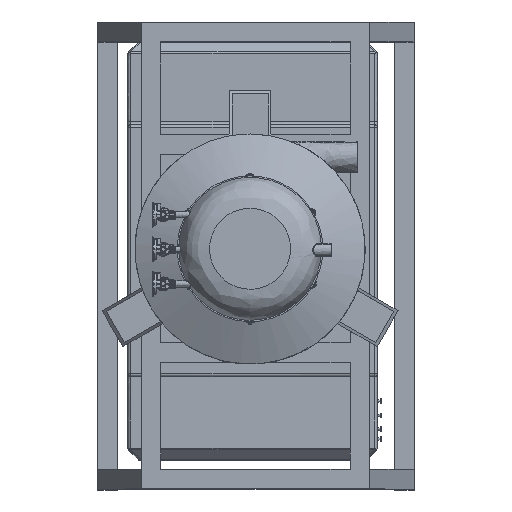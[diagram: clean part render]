
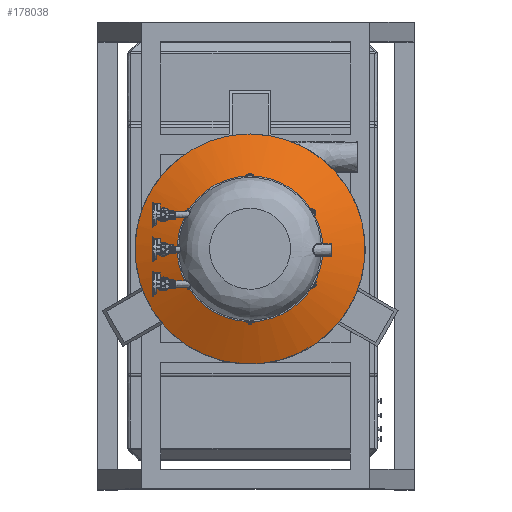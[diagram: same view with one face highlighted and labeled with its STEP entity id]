
A CAD part, top view. The second image highlights one B-rep face of the part: STEP entity #178038.
In plain terms, the highlighted free-form (B-spline) face has degree [2, 1] with [9, 2] control points.
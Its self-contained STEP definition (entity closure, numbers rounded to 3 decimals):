
#52950 = VERTEX_POINT('',#52951);
#52951 = CARTESIAN_POINT('',(10.449,10502.256,
    2336.075));
#52956 = EDGE_CURVE('',#52950,#52950,#52957,.T.);
#52957 = ( BOUNDED_CURVE() B_SPLINE_CURVE(2,(#52958,#52959,#52960,#52961
    ,#52962,#52963,#52964),.UNSPECIFIED.,.T.,.F.) 
B_SPLINE_CURVE_WITH_KNOTS((1,2,2,2,2,1),(-2.094,0.,
    2.094,4.189,6.283,8.378),
.UNSPECIFIED.) CURVE() GEOMETRIC_REPRESENTATION_ITEM() 
RATIONAL_B_SPLINE_CURVE((1.,0.5,1.,0.5,1.,0.5,1.)) REPRESENTATION_ITEM(
  '') );
#52958 = CARTESIAN_POINT('',(10.449,10502.256,
    2336.075));
#52959 = CARTESIAN_POINT('',(629.566,10502.256,
    2336.075));
#52960 = CARTESIAN_POINT('',(320.007,9966.084,
    2336.075));
#52961 = CARTESIAN_POINT('',(10.449,9429.912,
    2336.075));
#52962 = CARTESIAN_POINT('',(-299.11,9966.084,
    2336.075));
#52963 = CARTESIAN_POINT('',(-608.669,10502.256,
    2336.075));
#52964 = CARTESIAN_POINT('',(10.449,10502.256,
    2336.075));
#178003 = VERTEX_POINT('',#178004);
#178004 = CARTESIAN_POINT('',(10.449,10366.856,
    2394.263));
#178009 = EDGE_CURVE('',#178003,#178003,#178010,.T.);
#178010 = ( BOUNDED_CURVE() B_SPLINE_CURVE(2,(#178011,#178012,#178013,
    #178014,#178015,#178016,#178017),.UNSPECIFIED.,.T.,.F.) 
B_SPLINE_CURVE_WITH_KNOTS((1,2,2,2,2,1),(-2.094,0.,
    2.094,4.189,6.283,8.378),
.UNSPECIFIED.) CURVE() GEOMETRIC_REPRESENTATION_ITEM() 
RATIONAL_B_SPLINE_CURVE((1.,0.5,1.,0.5,1.,0.5,1.)) REPRESENTATION_ITEM(
  '') );
#178011 = CARTESIAN_POINT('',(10.449,10366.856,
    2394.263));
#178012 = CARTESIAN_POINT('',(395.048,10366.856,
    2394.263));
#178013 = CARTESIAN_POINT('',(202.748,10033.784,
    2394.263));
#178014 = CARTESIAN_POINT('',(10.449,9700.711,
    2394.263));
#178015 = CARTESIAN_POINT('',(-181.851,10033.784,
    2394.263));
#178016 = CARTESIAN_POINT('',(-374.151,10366.856,
    2394.263));
#178017 = CARTESIAN_POINT('',(10.449,10366.856,
    2394.263));
#178038 = ADVANCED_FACE('',(#178039),#178049,.T.);
#178039 = FACE_BOUND('',#178040,.T.);
#178040 = EDGE_LOOP('',(#178041,#178042,#178047,#178048));
#178041 = ORIENTED_EDGE('',*,*,#52956,.F.);
#178042 = ORIENTED_EDGE('',*,*,#178043,.T.);
#178043 = EDGE_CURVE('',#52950,#178003,#178044,.T.);
#178044 = B_SPLINE_CURVE_WITH_KNOTS('',1,(#178045,#178046),
  .UNSPECIFIED.,.F.,.F.,(2,2),(-59.939,59.939),
  .PIECEWISE_BEZIER_KNOTS.);
#178045 = CARTESIAN_POINT('',(10.449,10502.256,
    2336.075));
#178046 = CARTESIAN_POINT('',(10.449,10366.856,
    2394.263));
#178047 = ORIENTED_EDGE('',*,*,#178009,.T.);
#178048 = ORIENTED_EDGE('',*,*,#178043,.F.);
#178049 = ( BOUNDED_SURFACE() B_SPLINE_SURFACE(2,1,(
    (#178050,#178051)
    ,(#178052,#178053)
    ,(#178054,#178055)
    ,(#178056,#178057)
    ,(#178058,#178059)
    ,(#178060,#178061)
    ,(#178062,#178063)
    ,(#178064,#178065)
    ,(#178066,#178067
)),.UNSPECIFIED.,.T.,.F.,.F.) B_SPLINE_SURFACE_WITH_KNOTS((3,2,2,2,3),(2
    ,2),(-3.142,-2.094,0.,2.094,3.142)
  ,(-59.939,59.939),.UNSPECIFIED.) 
GEOMETRIC_REPRESENTATION_ITEM() RATIONAL_B_SPLINE_SURFACE((
    (0.75,0.75)
    ,(0.75,0.75)
    ,(1.,1.)
    ,(0.5,0.5)
    ,(1.,1.)
    ,(0.5,0.5)
    ,(1.,1.)
    ,(0.75,0.75)
,(0.75,0.75))) REPRESENTATION_ITEM('') SURFACE() );
#178050 = CARTESIAN_POINT('',(10.449,10366.856,
    2394.263));
#178051 = CARTESIAN_POINT('',(10.449,10502.256,
    2336.075));
#178052 = CARTESIAN_POINT('',(138.648,10366.856,
    2394.263));
#178053 = CARTESIAN_POINT('',(216.821,10502.256,
    2336.075));
#178054 = CARTESIAN_POINT('',(202.748,10255.832,
    2394.263));
#178055 = CARTESIAN_POINT('',(320.007,10323.532,
    2336.075));
#178056 = CARTESIAN_POINT('',(395.048,9922.759,
    2394.263));
#178057 = CARTESIAN_POINT('',(629.566,9787.36,
    2336.075));
#178058 = CARTESIAN_POINT('',(10.449,9922.759,
    2394.263));
#178059 = CARTESIAN_POINT('',(10.449,9787.36,
    2336.075));
#178060 = CARTESIAN_POINT('',(-374.151,9922.759,
    2394.263));
#178061 = CARTESIAN_POINT('',(-608.669,9787.36,
    2336.075));
#178062 = CARTESIAN_POINT('',(-181.851,10255.832,
    2394.263));
#178063 = CARTESIAN_POINT('',(-299.11,10323.532,
    2336.075));
#178064 = CARTESIAN_POINT('',(-117.751,10366.856,
    2394.263));
#178065 = CARTESIAN_POINT('',(-195.924,10502.256,
    2336.075));
#178066 = CARTESIAN_POINT('',(10.449,10366.856,
    2394.263));
#178067 = CARTESIAN_POINT('',(10.449,10502.256,
    2336.075));
